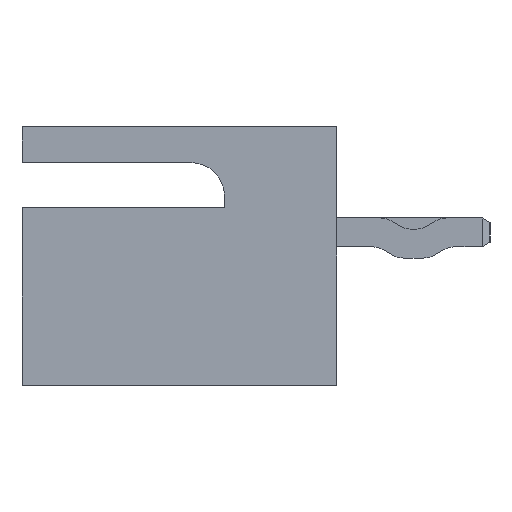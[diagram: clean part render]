
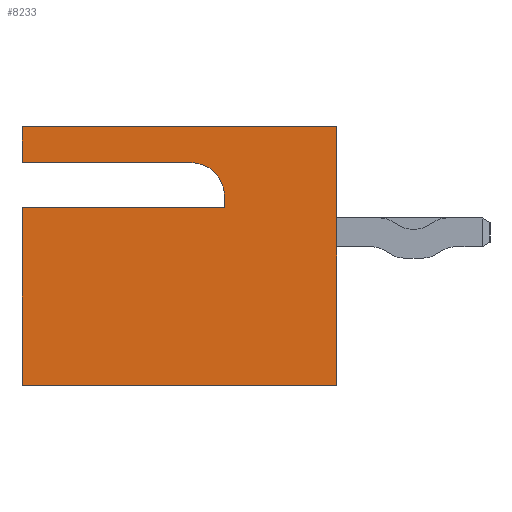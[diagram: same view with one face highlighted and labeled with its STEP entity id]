
A CAD part, left-side view. The second image highlights one B-rep face of the part: STEP entity #8233.
In plain terms, the highlighted planar face has unit normal (-1, 0, 0).
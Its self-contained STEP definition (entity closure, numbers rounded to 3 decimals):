
#14 = VERTEX_POINT ( 'NONE', #6092 ) ;
#33 = VECTOR ( 'NONE', #2596, 1000. ) ;
#91 = CARTESIAN_POINT ( 'NONE',  ( -8.7, 7., 2.35 ) ) ;
#97 = CARTESIAN_POINT ( 'NONE',  ( -8.7, 7., 2.35 ) ) ;
#208 = CARTESIAN_POINT ( 'NONE',  ( -8.7, 3.25, 0.8 ) ) ;
#211 = VERTEX_POINT ( 'NONE', #7331 ) ;
#212 = VECTOR ( 'NONE', #8484, 1000. ) ;
#495 = ORIENTED_EDGE ( 'NONE', *, *, #1725, .T. ) ;
#509 = EDGE_CURVE ( 'NONE', #2077, #14, #7179, .T. ) ;
#513 = VERTEX_POINT ( 'NONE', #3257 ) ;
#609 = ORIENTED_EDGE ( 'NONE', *, *, #6768, .F. ) ;
#655 = ORIENTED_EDGE ( 'NONE', *, *, #509, .F. ) ;
#669 = CARTESIAN_POINT ( 'NONE',  ( -8.7, 7., -3.4 ) ) ;
#904 = AXIS2_PLACEMENT_3D ( 'NONE', #97, #2627, #3308 ) ;
#1131 = EDGE_LOOP ( 'NONE', ( #495, #8550, #655, #1735, #3837, #609, #5423, #4422, #8399 ) ) ;
#1143 = CARTESIAN_POINT ( 'NONE',  ( -8.7, 0., 2.35 ) ) ;
#1397 = DIRECTION ( 'NONE',  ( 0., -1., 0. ) ) ;
#1443 = LINE ( 'NONE', #4107, #7786 ) ;
#1542 = DIRECTION ( 'NONE',  ( 1., 0., 0. ) ) ;
#1725 = EDGE_CURVE ( 'NONE', #513, #4276, #7558, .T. ) ;
#1735 = ORIENTED_EDGE ( 'NONE', *, *, #7292, .T. ) ;
#1842 = EDGE_CURVE ( 'NONE', #5247, #6653, #3811, .T. ) ;
#1947 = EDGE_CURVE ( 'NONE', #5788, #513, #7644, .T. ) ;
#1961 = FACE_OUTER_BOUND ( 'NONE', #1131, .T. ) ;
#2077 = VERTEX_POINT ( 'NONE', #5359 ) ;
#2377 = CARTESIAN_POINT ( 'NONE',  ( -8.7, 2.5, 0.55 ) ) ;
#2462 = CARTESIAN_POINT ( 'NONE',  ( -8.7, 7., 2.35 ) ) ;
#2596 = DIRECTION ( 'NONE',  ( 0., 0., 1. ) ) ;
#2627 = DIRECTION ( 'NONE',  ( 1., 0., 0. ) ) ;
#2844 = VERTEX_POINT ( 'NONE', #7127 ) ;
#2965 = CARTESIAN_POINT ( 'NONE',  ( -8.7, 3.25, 1.55 ) ) ;
#3138 = EDGE_CURVE ( 'NONE', #2844, #211, #4322, .T. ) ;
#3257 = CARTESIAN_POINT ( 'NONE',  ( -8.7, 2.5, 0.8 ) ) ;
#3308 = DIRECTION ( 'NONE',  ( 0., 0., -1. ) ) ;
#3427 = PLANE ( 'NONE',  #904 ) ;
#3576 = VECTOR ( 'NONE', #4013, 1000. ) ;
#3811 = LINE ( 'NONE', #2462, #33 ) ;
#3837 = ORIENTED_EDGE ( 'NONE', *, *, #3138, .T. ) ;
#3885 = DIRECTION ( 'NONE',  ( 0., 0., 1. ) ) ;
#4013 = DIRECTION ( 'NONE',  ( 0., -1., 0. ) ) ;
#4107 = CARTESIAN_POINT ( 'NONE',  ( -8.7, 7., 1.55 ) ) ;
#4201 = DIRECTION ( 'NONE',  ( 0., 0., -1. ) ) ;
#4276 = VERTEX_POINT ( 'NONE', #5773 ) ;
#4322 = LINE ( 'NONE', #1143, #8082 ) ;
#4422 = ORIENTED_EDGE ( 'NONE', *, *, #6543, .T. ) ;
#4634 = LINE ( 'NONE', #5923, #212 ) ;
#4976 = DIRECTION ( 'NONE',  ( 0., 0., -1. ) ) ;
#5035 = VECTOR ( 'NONE', #4976, 1000. ) ;
#5131 = CARTESIAN_POINT ( 'NONE',  ( -8.7, 7., 2.35 ) ) ;
#5247 = VERTEX_POINT ( 'NONE', #7821 ) ;
#5359 = CARTESIAN_POINT ( 'NONE',  ( -8.7, 7., -3.4 ) ) ;
#5423 = ORIENTED_EDGE ( 'NONE', *, *, #1842, .F. ) ;
#5773 = CARTESIAN_POINT ( 'NONE',  ( -8.7, 2.5, 0.55 ) ) ;
#5788 = VERTEX_POINT ( 'NONE', #2965 ) ;
#5849 = VECTOR ( 'NONE', #7766, 1000. ) ;
#5907 = EDGE_CURVE ( 'NONE', #4276, #14, #6482, .T. ) ;
#5923 = CARTESIAN_POINT ( 'NONE',  ( -8.7, 7., 2.35 ) ) ;
#6092 = CARTESIAN_POINT ( 'NONE',  ( -8.7, 7., 0.55 ) ) ;
#6482 = LINE ( 'NONE', #6612, #5849 ) ;
#6543 = EDGE_CURVE ( 'NONE', #5247, #5788, #1443, .T. ) ;
#6612 = CARTESIAN_POINT ( 'NONE',  ( -8.7, 7., 0.55 ) ) ;
#6653 = VERTEX_POINT ( 'NONE', #91 ) ;
#6768 = EDGE_CURVE ( 'NONE', #6653, #211, #4634, .T. ) ;
#7127 = CARTESIAN_POINT ( 'NONE',  ( -8.7, 0., -3.4 ) ) ;
#7179 = LINE ( 'NONE', #5131, #7203 ) ;
#7203 = VECTOR ( 'NONE', #3885, 1000. ) ;
#7292 = EDGE_CURVE ( 'NONE', #2077, #2844, #8457, .T. ) ;
#7331 = CARTESIAN_POINT ( 'NONE',  ( -8.7, 0., 2.35 ) ) ;
#7558 = LINE ( 'NONE', #2377, #5035 ) ;
#7644 = CIRCLE ( 'NONE', #7773, 0.75 ) ;
#7704 = DIRECTION ( 'NONE',  ( 0., 0., 1. ) ) ;
#7766 = DIRECTION ( 'NONE',  ( 0., 1., 0. ) ) ;
#7773 = AXIS2_PLACEMENT_3D ( 'NONE', #208, #1542, #4201 ) ;
#7786 = VECTOR ( 'NONE', #1397, 1000. ) ;
#7821 = CARTESIAN_POINT ( 'NONE',  ( -8.7, 7., 1.55 ) ) ;
#8082 = VECTOR ( 'NONE', #7704, 1000. ) ;
#8233 = ADVANCED_FACE ( 'NONE', ( #1961 ), #3427, .F. ) ;
#8399 = ORIENTED_EDGE ( 'NONE', *, *, #1947, .T. ) ;
#8457 = LINE ( 'NONE', #669, #3576 ) ;
#8484 = DIRECTION ( 'NONE',  ( 0., -1., 0. ) ) ;
#8550 = ORIENTED_EDGE ( 'NONE', *, *, #5907, .T. ) ;
